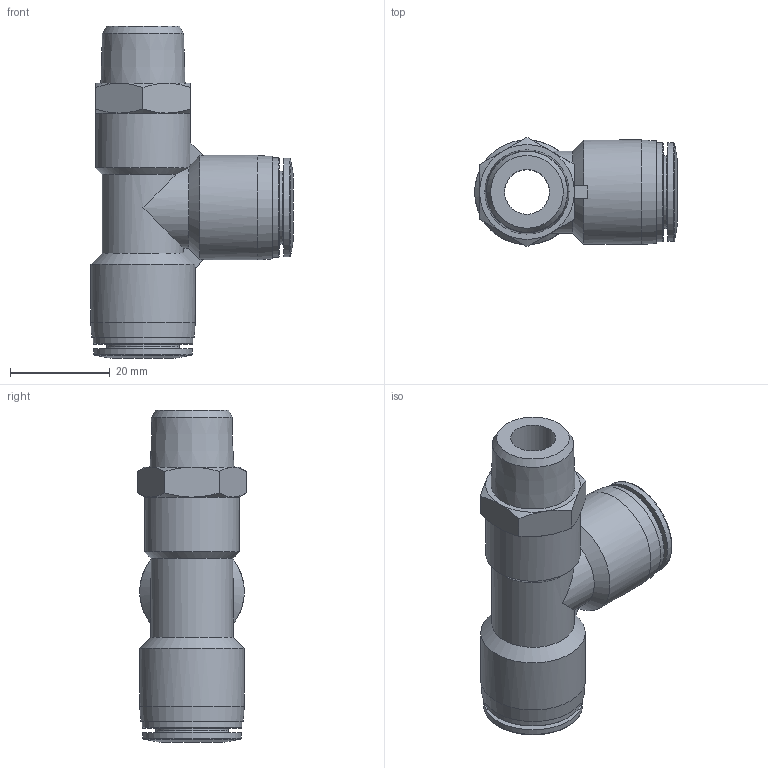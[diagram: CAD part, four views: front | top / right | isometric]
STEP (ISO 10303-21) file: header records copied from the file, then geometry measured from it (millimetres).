
FILE_DESCRIPTION(/* description */ ('STEP AP214'),/* implementation_level */ '2;1');
FILE_NAME(/* name */ '564724_QBTL-3_8-1_2-U',/* time_stamp */ '2024-09-14T04:40:06+02:00',/* author */ ('License CC BY-ND 4.0'),/* organization */ ('CADENAS'),/* preprocessor_version */ 'ST-DEVELOPER v19.3',/* originating_system */ 'PARTsolutions',/* authorisation */ ' ');
FILE_SCHEMA (('AUTOMOTIVE_DESIGN {1 0 10303 214 3 1 1}'));
Length unit declared in the file: millimetre
Products named in the file (1): 564724 QBTL-3/8-1/2-U
Bounding box: 40.7 x 22 x 66.7 mm (x, y, z)
Volume: 16459.4 mm3; surface area: 9567.3 mm2
Topology: 1 solids, 1 shells, 69 faces, 156 edges, 96 vertices
Faces by surface type: cone 24, plane 23, cylinder 16, torus 6
Full cylindrical faces by diameter (mm): 9 x2, 12.6 x2, 14.6 x2, 19 x1, 19.8 x2, 20 x2, 21 x2
Entity records: 2292 total; most frequent: CARTESIAN_POINT 394, DIRECTION 292, ORIENTED_EDGE 246, AXIS2_PLACEMENT_3D 135, EDGE_CURVE 123, EDGE_LOOP 108, FACE_BOUND 108, VERTEX_POINT 91
